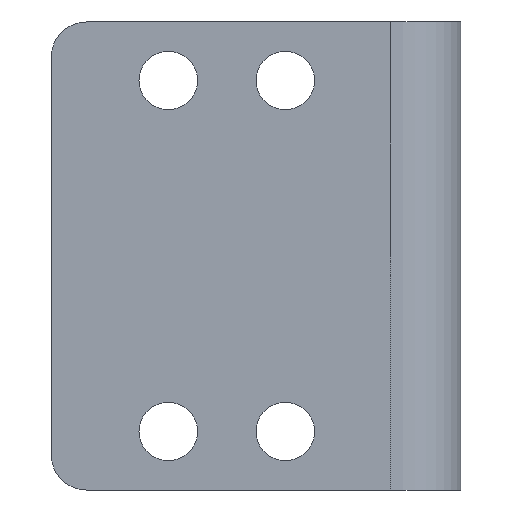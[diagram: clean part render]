
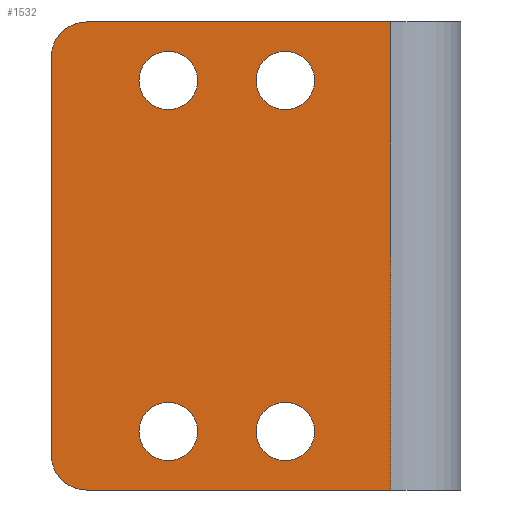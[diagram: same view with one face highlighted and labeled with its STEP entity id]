
A CAD part, left-side view. The second image highlights one B-rep face of the part: STEP entity #1532.
In plain terms, the highlighted planar face has unit normal (-1, 0, 0).
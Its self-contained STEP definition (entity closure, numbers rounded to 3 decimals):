
#709=PLANE('',#1471);
#724=VECTOR('',#1178,1.);
#728=VECTOR('',#1198,1.);
#731=VECTOR('',#1203,1.);
#732=VECTOR('',#1204,1.);
#764=LINE('',#1335,#724);
#768=LINE('',#1356,#728);
#771=LINE('',#1361,#731);
#772=LINE('',#1363,#732);
#824=ORIENTED_EDGE('',*,*,#1019,.T.);
#825=ORIENTED_EDGE('',*,*,#1032,.T.);
#826=ORIENTED_EDGE('',*,*,#1033,.T.);
#827=ORIENTED_EDGE('',*,*,#1034,.T.);
#828=ORIENTED_EDGE('',*,*,#1029,.F.);
#829=ORIENTED_EDGE('',*,*,#1035,.T.);
#830=ORIENTED_EDGE('',*,*,#1036,.F.);
#831=ORIENTED_EDGE('',*,*,#1037,.F.);
#832=ORIENTED_EDGE('',*,*,#1038,.F.);
#833=ORIENTED_EDGE('',*,*,#1039,.F.);
#943=CIRCLE('',#1472,3.);
#944=CIRCLE('',#1473,3.);
#945=CIRCLE('',#1474,2.5);
#946=CIRCLE('',#1475,2.5);
#947=CIRCLE('',#1476,2.5);
#948=CIRCLE('',#1477,2.5);
#970=VERTEX_POINT('',#1332);
#971=VERTEX_POINT('',#1334);
#979=VERTEX_POINT('',#1354);
#980=VERTEX_POINT('',#1355);
#981=VERTEX_POINT('',#1360);
#982=VERTEX_POINT('',#1362);
#983=VERTEX_POINT('',#1366);
#984=VERTEX_POINT('',#1368);
#985=VERTEX_POINT('',#1370);
#986=VERTEX_POINT('',#1372);
#1019=EDGE_CURVE('',#971,#970,#764,.T.);
#1029=EDGE_CURVE('',#979,#980,#768,.T.);
#1032=EDGE_CURVE('',#970,#981,#771,.T.);
#1033=EDGE_CURVE('',#981,#982,#772,.T.);
#1034=EDGE_CURVE('',#982,#980,#943,.T.);
#1035=EDGE_CURVE('',#979,#971,#944,.T.);
#1036=EDGE_CURVE('',#983,#983,#945,.T.);
#1037=EDGE_CURVE('',#984,#984,#946,.T.);
#1038=EDGE_CURVE('',#985,#985,#947,.T.);
#1039=EDGE_CURVE('',#986,#986,#948,.T.);
#1086=EDGE_LOOP('',(#824,#825,#826,#827,#828,#829));
#1087=EDGE_LOOP('',(#830));
#1088=EDGE_LOOP('',(#831));
#1089=EDGE_LOOP('',(#832));
#1090=EDGE_LOOP('',(#833));
#1128=FACE_BOUND('',#1086,.T.);
#1129=FACE_BOUND('',#1087,.T.);
#1130=FACE_BOUND('',#1088,.T.);
#1131=FACE_BOUND('',#1089,.T.);
#1132=FACE_BOUND('',#1090,.T.);
#1178=DIRECTION('',(0.,-26.,0.));
#1198=DIRECTION('',(0.,0.,34.));
#1201=DIRECTION('',(-1.,0.,0.));
#1202=DIRECTION('',(0.,1.,0.));
#1203=DIRECTION('',(0.,0.,40.));
#1204=DIRECTION('',(0.,26.,0.));
#1205=DIRECTION('',(-1.,0.,0.));
#1206=DIRECTION('',(0.,-3.,0.));
#1207=DIRECTION('',(-1.,0.,0.));
#1208=DIRECTION('',(0.,-3.,0.));
#1209=DIRECTION('',(-1.,0.,0.));
#1210=DIRECTION('',(0.,-2.5,0.));
#1211=DIRECTION('',(-1.,0.,0.));
#1212=DIRECTION('',(0.,-2.5,0.));
#1213=DIRECTION('',(-1.,0.,0.));
#1214=DIRECTION('',(0.,-2.5,0.));
#1215=DIRECTION('',(-1.,0.,0.));
#1216=DIRECTION('',(0.,-2.5,0.));
#1332=CARTESIAN_POINT('',(0.,6.,0.));
#1334=CARTESIAN_POINT('',(0.,32.,0.));
#1335=CARTESIAN_POINT('',(0.,32.,0.));
#1354=CARTESIAN_POINT('',(0.,35.,3.));
#1355=CARTESIAN_POINT('',(0.,35.,37.));
#1356=CARTESIAN_POINT('',(0.,35.,3.));
#1359=CARTESIAN_POINT('',(0.,35.,0.));
#1360=CARTESIAN_POINT('',(0.,6.,40.));
#1361=CARTESIAN_POINT('',(0.,6.,0.));
#1362=CARTESIAN_POINT('',(0.,32.,40.));
#1363=CARTESIAN_POINT('',(0.,6.,40.));
#1364=CARTESIAN_POINT('',(0.,32.,37.));
#1365=CARTESIAN_POINT('',(0.,32.,3.));
#1366=CARTESIAN_POINT('',(0.,22.5,35.));
#1367=CARTESIAN_POINT('',(0.,25.,35.));
#1368=CARTESIAN_POINT('',(0.,22.5,5.));
#1369=CARTESIAN_POINT('',(0.,25.,5.));
#1370=CARTESIAN_POINT('',(0.,12.5,35.));
#1371=CARTESIAN_POINT('',(0.,15.,35.));
#1372=CARTESIAN_POINT('',(0.,12.5,5.));
#1373=CARTESIAN_POINT('',(0.,15.,5.));
#1471=AXIS2_PLACEMENT_3D('',#1359,#1201,#1202);
#1472=AXIS2_PLACEMENT_3D('',#1364,#1205,#1206);
#1473=AXIS2_PLACEMENT_3D('',#1365,#1207,#1208);
#1474=AXIS2_PLACEMENT_3D('',#1367,#1209,#1210);
#1475=AXIS2_PLACEMENT_3D('',#1369,#1211,#1212);
#1476=AXIS2_PLACEMENT_3D('',#1371,#1213,#1214);
#1477=AXIS2_PLACEMENT_3D('',#1373,#1215,#1216);
#1532=ADVANCED_FACE('',(#1128,#1129,#1130,#1131,#1132),#709,.T.);
